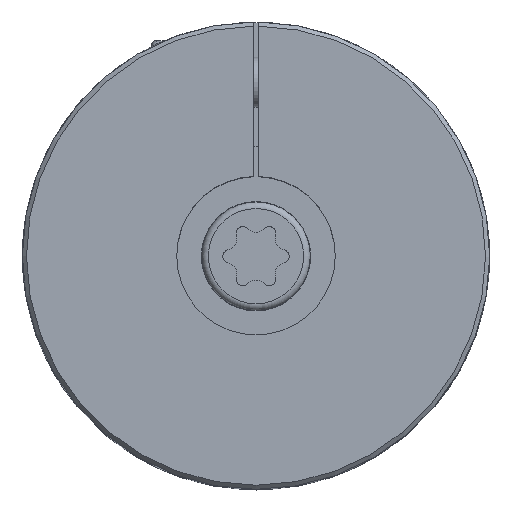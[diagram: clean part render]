
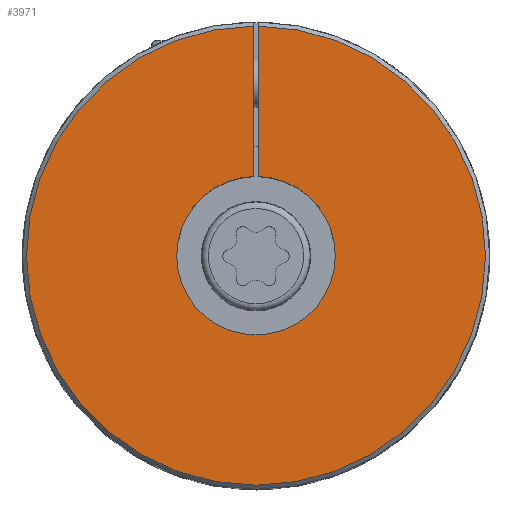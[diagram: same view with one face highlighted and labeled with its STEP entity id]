
A CAD part, top view. The second image highlights one B-rep face of the part: STEP entity #3971.
In plain terms, the highlighted planar face has unit normal (0, 0, 1).
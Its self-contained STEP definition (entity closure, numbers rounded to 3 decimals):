
#210=LINE('',#5923,#435);
#211=LINE('',#5927,#436);
#435=VECTOR('',#4889,1000.);
#436=VECTOR('',#4892,1000.);
#521=PLANE('',#4215);
#633=CIRCLE('',#4216,9.5);
#634=CIRCLE('',#4217,27.5);
#1138=ORIENTED_EDGE('',*,*,#1862,.T.);
#1139=ORIENTED_EDGE('',*,*,#1863,.F.);
#1140=ORIENTED_EDGE('',*,*,#1864,.F.);
#1141=ORIENTED_EDGE('',*,*,#1865,.F.);
#1862=EDGE_CURVE('',#2222,#2223,#633,.T.);
#1863=EDGE_CURVE('',#2224,#2223,#210,.T.);
#1864=EDGE_CURVE('',#2225,#2224,#634,.T.);
#1865=EDGE_CURVE('',#2222,#2225,#211,.T.);
#2222=VERTEX_POINT('',#5921);
#2223=VERTEX_POINT('',#5922);
#2224=VERTEX_POINT('',#5924);
#2225=VERTEX_POINT('',#5926);
#2408=EDGE_LOOP('',(#1138,#1139,#1140,#1141));
#2595=FACE_BOUND('',#2408,.T.);
#3971=ADVANCED_FACE('',(#2595),#521,.F.);
#4215=AXIS2_PLACEMENT_3D('',#5919,#4885,#4886);
#4216=AXIS2_PLACEMENT_3D('',#5920,#4887,#4888);
#4217=AXIS2_PLACEMENT_3D('',#5925,#4890,#4891);
#4885=DIRECTION('',(0.,0.,-1.));
#4886=DIRECTION('',(-1.,0.,0.));
#4887=DIRECTION('',(0.,0.,-1.));
#4888=DIRECTION('',(-1.,0.,0.));
#4889=DIRECTION('',(0.,-1.,0.));
#4890=DIRECTION('',(0.,0.,-1.));
#4891=DIRECTION('',(-1.,0.,0.));
#4892=DIRECTION('',(0.,1.,0.));
#5919=CARTESIAN_POINT('',(0.,0.,0.));
#5920=CARTESIAN_POINT('',(0.,0.,0.));
#5921=CARTESIAN_POINT('',(0.25,9.497,0.));
#5922=CARTESIAN_POINT('',(-0.25,9.497,0.));
#5923=CARTESIAN_POINT('',(-0.25,28.,0.));
#5924=CARTESIAN_POINT('',(-0.25,27.499,0.));
#5925=CARTESIAN_POINT('',(0.,0.,0.));
#5926=CARTESIAN_POINT('',(0.25,27.499,0.));
#5927=CARTESIAN_POINT('',(0.25,0.,0.));
